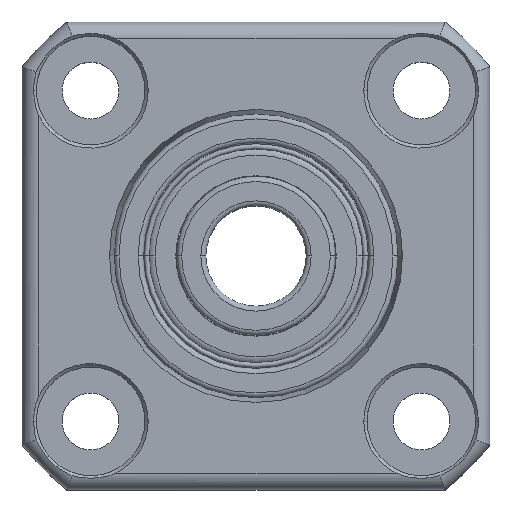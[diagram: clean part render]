
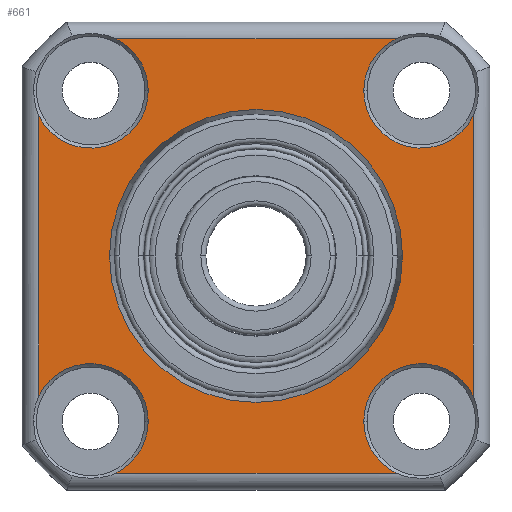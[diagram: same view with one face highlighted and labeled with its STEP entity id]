
A CAD part, top view. The second image highlights one B-rep face of the part: STEP entity #661.
In plain terms, the highlighted planar face has unit normal (0, 0, 1).
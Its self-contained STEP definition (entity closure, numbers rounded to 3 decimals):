
#13 = CARTESIAN_POINT ( 'NONE',  ( 0., 0., 5. ) ) ;
#18 = EDGE_CURVE ( 'NONE', #1808, #3232, #2871, .T. ) ;
#153 = CARTESIAN_POINT ( 'NONE',  ( -8.768, 0., 5. ) ) ;
#157 = DIRECTION ( 'NONE',  ( 0., 0., -1. ) ) ;
#185 = DIRECTION ( 'NONE',  ( 0., 0., -1. ) ) ;
#189 = EDGE_LOOP ( 'NONE', ( #2813, #4265, #3119, #1765, #1970, #3126, #2976, #2619, #2319, #5049, #3565, #3386 ) ) ;
#227 = EDGE_CURVE ( 'NONE', #1145, #2388, #822, .T. ) ;
#290 = VERTEX_POINT ( 'NONE', #2091 ) ;
#294 = DIRECTION ( 'NONE',  ( 0., 1., 0. ) ) ;
#330 = CARTESIAN_POINT ( 'NONE',  ( 8.386, -13., 5. ) ) ;
#387 = LINE ( 'NONE', #3012, #4440 ) ;
#464 = AXIS2_PLACEMENT_3D ( 'NONE', #2516, #157, #2906 ) ;
#477 = CARTESIAN_POINT ( 'NONE',  ( 8.768, 0., 5. ) ) ;
#524 = VERTEX_POINT ( 'NONE', #2046 ) ;
#585 = CARTESIAN_POINT ( 'NONE',  ( 9.899, 9.899, 5. ) ) ;
#661 = ADVANCED_FACE ( 'NONE', ( #3741, #1744 ), #2411, .F. ) ;
#736 = EDGE_CURVE ( 'NONE', #4463, #1145, #1388, .T. ) ;
#758 = DIRECTION ( 'NONE',  ( 0., 0., -1. ) ) ;
#822 = LINE ( 'NONE', #4842, #3868 ) ;
#853 = DIRECTION ( 'NONE',  ( 1., 0., 0. ) ) ;
#963 = DIRECTION ( 'NONE',  ( 0., 1., 0. ) ) ;
#1003 = AXIS2_PLACEMENT_3D ( 'NONE', #13, #2001, #4739 ) ;
#1006 = ORIENTED_EDGE ( 'NONE', *, *, #18, .T. ) ;
#1007 = VERTEX_POINT ( 'NONE', #4278 ) ;
#1050 = AXIS2_PLACEMENT_3D ( 'NONE', #3737, #1365, #4118 ) ;
#1081 = VERTEX_POINT ( 'NONE', #3962 ) ;
#1145 = VERTEX_POINT ( 'NONE', #3240 ) ;
#1162 = EDGE_CURVE ( 'NONE', #2503, #1007, #4382, .T. ) ;
#1235 = EDGE_CURVE ( 'NONE', #4579, #1081, #2162, .T. ) ;
#1292 = VECTOR ( 'NONE', #2366, 1000. ) ;
#1365 = DIRECTION ( 'NONE',  ( 0., 0., -1. ) ) ;
#1388 = CIRCLE ( 'NONE', #2599, 3.45 ) ;
#1410 = AXIS2_PLACEMENT_3D ( 'NONE', #585, #3339, #963 ) ;
#1441 = EDGE_CURVE ( 'NONE', #1081, #3744, #387, .T. ) ;
#1478 = CIRCLE ( 'NONE', #4999, 8.768 ) ;
#1534 = ORIENTED_EDGE ( 'NONE', *, *, #4436, .T. ) ;
#1576 = VERTEX_POINT ( 'NONE', #1923 ) ;
#1586 = CARTESIAN_POINT ( 'NONE',  ( -13., -8.386, 5. ) ) ;
#1611 = CARTESIAN_POINT ( 'NONE',  ( -6.449, -9.899, 5. ) ) ;
#1662 = VECTOR ( 'NONE', #853, 1000. ) ;
#1666 = CARTESIAN_POINT ( 'NONE',  ( -9.899, -9.899, 5. ) ) ;
#1744 = FACE_OUTER_BOUND ( 'NONE', #189, .T. ) ;
#1754 = DIRECTION ( 'NONE',  ( 0., 0., -1. ) ) ;
#1757 = DIRECTION ( 'NONE',  ( 0., 1., 0. ) ) ;
#1765 = ORIENTED_EDGE ( 'NONE', *, *, #2222, .T. ) ;
#1777 = DIRECTION ( 'NONE',  ( 0., 0., -1. ) ) ;
#1808 = VERTEX_POINT ( 'NONE', #153 ) ;
#1827 = CARTESIAN_POINT ( 'NONE',  ( 0., 0., 5. ) ) ;
#1923 = CARTESIAN_POINT ( 'NONE',  ( 8.386, 13., 5. ) ) ;
#1966 = CARTESIAN_POINT ( 'NONE',  ( -9.644, 13., 5. ) ) ;
#1970 = ORIENTED_EDGE ( 'NONE', *, *, #1235, .T. ) ;
#2001 = DIRECTION ( 'NONE',  ( 0., 0., -1. ) ) ;
#2015 = AXIS2_PLACEMENT_3D ( 'NONE', #2078, #4819, #2484 ) ;
#2046 = CARTESIAN_POINT ( 'NONE',  ( -8.386, 13., 5. ) ) ;
#2049 = DIRECTION ( 'NONE',  ( 0., 1., 0. ) ) ;
#2051 = EDGE_CURVE ( 'NONE', #1007, #2935, #4789, .T. ) ;
#2078 = CARTESIAN_POINT ( 'NONE',  ( 9.899, 9.899, 5. ) ) ;
#2091 = CARTESIAN_POINT ( 'NONE',  ( 6.449, 9.899, 5. ) ) ;
#2162 = CIRCLE ( 'NONE', #464, 3.45 ) ;
#2222 = EDGE_CURVE ( 'NONE', #524, #4579, #4432, .T. ) ;
#2319 = ORIENTED_EDGE ( 'NONE', *, *, #2051, .T. ) ;
#2366 = DIRECTION ( 'NONE',  ( -1., 0., 0. ) ) ;
#2385 = EDGE_CURVE ( 'NONE', #2935, #4463, #3713, .T. ) ;
#2388 = VERTEX_POINT ( 'NONE', #4595 ) ;
#2409 = CARTESIAN_POINT ( 'NONE',  ( 9.644, -13., 5. ) ) ;
#2411 = PLANE ( 'NONE',  #1003 ) ;
#2458 = LINE ( 'NONE', #1966, #1292 ) ;
#2484 = DIRECTION ( 'NONE',  ( 0., 1., 0. ) ) ;
#2503 = VERTEX_POINT ( 'NONE', #1611 ) ;
#2516 = CARTESIAN_POINT ( 'NONE',  ( -9.899, 9.899, 5. ) ) ;
#2535 = CARTESIAN_POINT ( 'NONE',  ( -9.899, -9.899, 5. ) ) ;
#2599 = AXIS2_PLACEMENT_3D ( 'NONE', #4123, #1754, #4501 ) ;
#2619 = ORIENTED_EDGE ( 'NONE', *, *, #1162, .T. ) ;
#2644 = DIRECTION ( 'NONE',  ( 0., 0., -1. ) ) ;
#2730 = CARTESIAN_POINT ( 'NONE',  ( 6.449, -9.899, 5. ) ) ;
#2807 = CARTESIAN_POINT ( 'NONE',  ( -6.449, 9.899, 5. ) ) ;
#2813 = ORIENTED_EDGE ( 'NONE', *, *, #4746, .T. ) ;
#2871 = CIRCLE ( 'NONE', #4059, 8.768 ) ;
#2906 = DIRECTION ( 'NONE',  ( 0., 1., 0. ) ) ;
#2928 = DIRECTION ( 'NONE',  ( 0., 1., 0. ) ) ;
#2935 = VERTEX_POINT ( 'NONE', #330 ) ;
#2961 = CIRCLE ( 'NONE', #3020, 3.45 ) ;
#2976 = ORIENTED_EDGE ( 'NONE', *, *, #4178, .T. ) ;
#3012 = CARTESIAN_POINT ( 'NONE',  ( -13., -9.644, 5. ) ) ;
#3020 = AXIS2_PLACEMENT_3D ( 'NONE', #2535, #185, #2928 ) ;
#3024 = EDGE_CURVE ( 'NONE', #1576, #524, #2458, .T. ) ;
#3119 = ORIENTED_EDGE ( 'NONE', *, *, #3024, .T. ) ;
#3126 = ORIENTED_EDGE ( 'NONE', *, *, #1441, .T. ) ;
#3135 = CARTESIAN_POINT ( 'NONE',  ( 0., 0., 5. ) ) ;
#3232 = VERTEX_POINT ( 'NONE', #477 ) ;
#3240 = CARTESIAN_POINT ( 'NONE',  ( 13., -8.386, 5. ) ) ;
#3271 = CIRCLE ( 'NONE', #1410, 3.45 ) ;
#3302 = DIRECTION ( 'NONE',  ( 0., 1., 0. ) ) ;
#3339 = DIRECTION ( 'NONE',  ( 0., 0., -1. ) ) ;
#3386 = ORIENTED_EDGE ( 'NONE', *, *, #227, .T. ) ;
#3439 = AXIS2_PLACEMENT_3D ( 'NONE', #4974, #2644, #294 ) ;
#3535 = DIRECTION ( 'NONE',  ( 0., 1., 0. ) ) ;
#3565 = ORIENTED_EDGE ( 'NONE', *, *, #736, .T. ) ;
#3713 = CIRCLE ( 'NONE', #3439, 3.45 ) ;
#3737 = CARTESIAN_POINT ( 'NONE',  ( -9.899, 9.899, 5. ) ) ;
#3741 = FACE_BOUND ( 'NONE', #4779, .T. ) ;
#3744 = VERTEX_POINT ( 'NONE', #1586 ) ;
#3816 = CIRCLE ( 'NONE', #2015, 3.45 ) ;
#3868 = VECTOR ( 'NONE', #3302, 1000. ) ;
#3962 = CARTESIAN_POINT ( 'NONE',  ( -13., 8.386, 5. ) ) ;
#4001 = AXIS2_PLACEMENT_3D ( 'NONE', #1666, #4417, #2049 ) ;
#4059 = AXIS2_PLACEMENT_3D ( 'NONE', #1827, #1777, #1757 ) ;
#4086 = EDGE_CURVE ( 'NONE', #290, #1576, #3816, .T. ) ;
#4118 = DIRECTION ( 'NONE',  ( 0., 1., 0. ) ) ;
#4123 = CARTESIAN_POINT ( 'NONE',  ( 9.899, -9.899, 5. ) ) ;
#4178 = EDGE_CURVE ( 'NONE', #3744, #2503, #2961, .T. ) ;
#4265 = ORIENTED_EDGE ( 'NONE', *, *, #4086, .T. ) ;
#4278 = CARTESIAN_POINT ( 'NONE',  ( -8.386, -13., 5. ) ) ;
#4382 = CIRCLE ( 'NONE', #4001, 3.45 ) ;
#4417 = DIRECTION ( 'NONE',  ( 0., 0., -1. ) ) ;
#4432 = CIRCLE ( 'NONE', #1050, 3.45 ) ;
#4436 = EDGE_CURVE ( 'NONE', #3232, #1808, #1478, .T. ) ;
#4440 = VECTOR ( 'NONE', #4570, 1000. ) ;
#4463 = VERTEX_POINT ( 'NONE', #2730 ) ;
#4501 = DIRECTION ( 'NONE',  ( 0., 1., 0. ) ) ;
#4570 = DIRECTION ( 'NONE',  ( 0., -1., 0. ) ) ;
#4579 = VERTEX_POINT ( 'NONE', #2807 ) ;
#4595 = CARTESIAN_POINT ( 'NONE',  ( 13., 8.386, 5. ) ) ;
#4739 = DIRECTION ( 'NONE',  ( 0., 1., 0. ) ) ;
#4746 = EDGE_CURVE ( 'NONE', #2388, #290, #3271, .T. ) ;
#4779 = EDGE_LOOP ( 'NONE', ( #1534, #1006 ) ) ;
#4789 = LINE ( 'NONE', #2409, #1662 ) ;
#4819 = DIRECTION ( 'NONE',  ( 0., 0., -1. ) ) ;
#4842 = CARTESIAN_POINT ( 'NONE',  ( 13., 9.644, 5. ) ) ;
#4974 = CARTESIAN_POINT ( 'NONE',  ( 9.899, -9.899, 5. ) ) ;
#4999 = AXIS2_PLACEMENT_3D ( 'NONE', #3135, #758, #3535 ) ;
#5049 = ORIENTED_EDGE ( 'NONE', *, *, #2385, .T. ) ;
